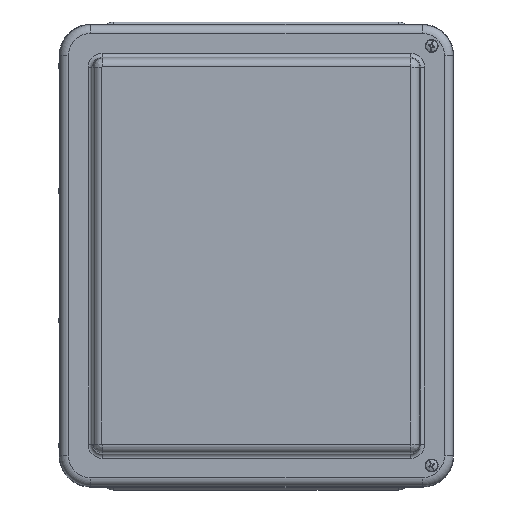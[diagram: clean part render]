
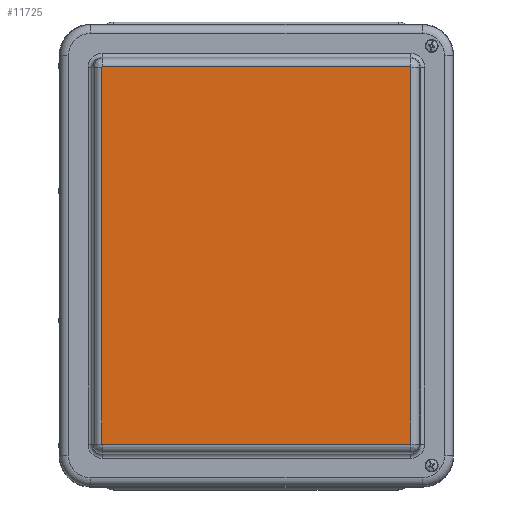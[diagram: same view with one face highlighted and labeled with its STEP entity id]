
A CAD part, top view. The second image highlights one B-rep face of the part: STEP entity #11725.
In plain terms, the highlighted planar face has unit normal (0, 0, 1).
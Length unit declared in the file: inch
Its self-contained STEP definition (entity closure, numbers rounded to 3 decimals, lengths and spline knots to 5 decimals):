
#977=LINE($,#21439,#1771);
#980=LINE($,#21446,#1774);
#981=LINE($,#21479,#1775);
#984=LINE($,#21486,#1778);
#1771=VECTOR($,#16233,10.92235);
#1774=VECTOR($,#16240,8.93919);
#1775=VECTOR($,#16257,8.93919);
#1778=VECTOR($,#16264,10.92235);
#2088=PLANE($,#13017);
#3331=FACE_OUTER_BOUND($,#4288,.T.);
#4288=EDGE_LOOP($,(#10479,#10480,#10481,#10482,#10483,#10484,#10485,#10486));
#5058=CIRCLE($,#12992,0.00648);
#5064=CIRCLE($,#13000,0.00648);
#5068=CIRCLE($,#13004,0.00648);
#5072=CIRCLE($,#13010,0.00648);
#6132=VERTEX_POINT($,#21428);
#6133=VERTEX_POINT($,#21430);
#6136=VERTEX_POINT($,#21437);
#6137=VERTEX_POINT($,#21442);
#6140=VERTEX_POINT($,#21457);
#6141=VERTEX_POINT($,#21470);
#6144=VERTEX_POINT($,#21477);
#6145=VERTEX_POINT($,#21482);
#7625=EDGE_CURVE($,#6132,#6133,#5058,.T.);
#7629=EDGE_CURVE($,#6136,#6132,#977,.T.);
#7633=EDGE_CURVE($,#6133,#6137,#980,.T.);
#7635=EDGE_CURVE($,#6140,#6136,#5064,.T.);
#7639=EDGE_CURVE($,#6137,#6141,#5068,.T.);
#7641=EDGE_CURVE($,#6144,#6140,#981,.T.);
#7645=EDGE_CURVE($,#6141,#6145,#984,.T.);
#7647=EDGE_CURVE($,#6145,#6144,#5072,.T.);
#10479=ORIENTED_EDGE($,*,*,#7625,.F.);
#10480=ORIENTED_EDGE($,*,*,#7629,.F.);
#10481=ORIENTED_EDGE($,*,*,#7635,.F.);
#10482=ORIENTED_EDGE($,*,*,#7641,.F.);
#10483=ORIENTED_EDGE($,*,*,#7647,.F.);
#10484=ORIENTED_EDGE($,*,*,#7645,.F.);
#10485=ORIENTED_EDGE($,*,*,#7639,.F.);
#10486=ORIENTED_EDGE($,*,*,#7633,.F.);
#11725=ADVANCED_FACE($,(#3331),#2088,.T.);
#12992=AXIS2_PLACEMENT_3D($,#21431,#16223,#16224);
#13000=AXIS2_PLACEMENT_3D($,#21459,#16243,#16244);
#13004=AXIS2_PLACEMENT_3D($,#21474,#16251,#16252);
#13010=AXIS2_PLACEMENT_3D($,#21497,#16267,#16268);
#13017=AXIS2_PLACEMENT_3D($,#21516,#16288,#16289);
#16223=DIRECTION('center_axis',(0.,0.,-1.));
#16224=DIRECTION('ref_axis',(0.707,-0.707,0.));
#16233=DIRECTION($,(0.,-1.,0.));
#16240=DIRECTION($,(-1.,0.,0.));
#16243=DIRECTION('center_axis',(0.,0.,-1.));
#16244=DIRECTION('ref_axis',(0.707,0.707,0.));
#16251=DIRECTION('center_axis',(0.,0.,-1.));
#16252=DIRECTION('ref_axis',(-0.707,-0.707,0.));
#16257=DIRECTION($,(1.,0.,0.));
#16264=DIRECTION($,(0.,1.,0.));
#16267=DIRECTION('center_axis',(0.,0.,-1.));
#16268=DIRECTION('ref_axis',(-0.707,0.707,0.));
#16288=DIRECTION('center_axis',(0.,0.,1.));
#16289=DIRECTION('ref_axis',(1.,0.,0.));
#21428=CARTESIAN_POINT('',(4.47607,-5.46118,2.137));
#21430=CARTESIAN_POINT('',(4.4696,-5.46765,2.137));
#21431=CARTESIAN_POINT('Origin',(4.4696,-5.46118,2.137));
#21437=CARTESIAN_POINT('',(4.47607,5.46118,2.137));
#21439=CARTESIAN_POINT($,(4.47607,5.46118,2.137));
#21442=CARTESIAN_POINT('',(-4.4696,-5.46765,2.137));
#21446=CARTESIAN_POINT($,(4.4696,-5.46765,2.137));
#21457=CARTESIAN_POINT('',(4.4696,5.46765,2.137));
#21459=CARTESIAN_POINT('Origin',(4.4696,5.46118,2.137));
#21470=CARTESIAN_POINT('',(-4.47607,-5.46118,2.137));
#21474=CARTESIAN_POINT('Origin',(-4.4696,-5.46118,2.137));
#21477=CARTESIAN_POINT('',(-4.4696,5.46765,2.137));
#21479=CARTESIAN_POINT($,(-4.4696,5.46765,2.137));
#21482=CARTESIAN_POINT('',(-4.47607,5.46118,2.137));
#21486=CARTESIAN_POINT($,(-4.47607,-5.46118,2.137));
#21497=CARTESIAN_POINT('Origin',(-4.4696,5.46118,2.137));
#21516=CARTESIAN_POINT('Origin',(0.,0.,2.137));
